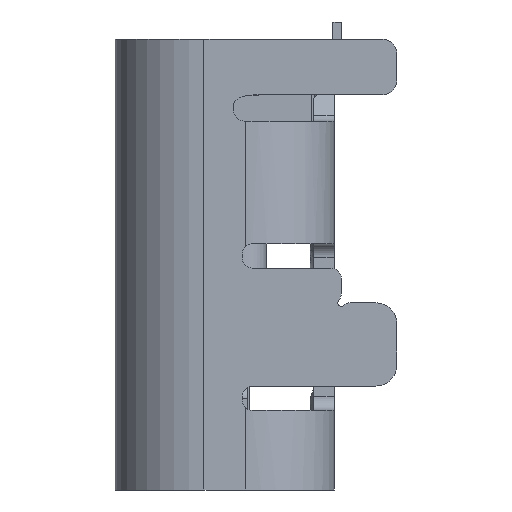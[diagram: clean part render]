
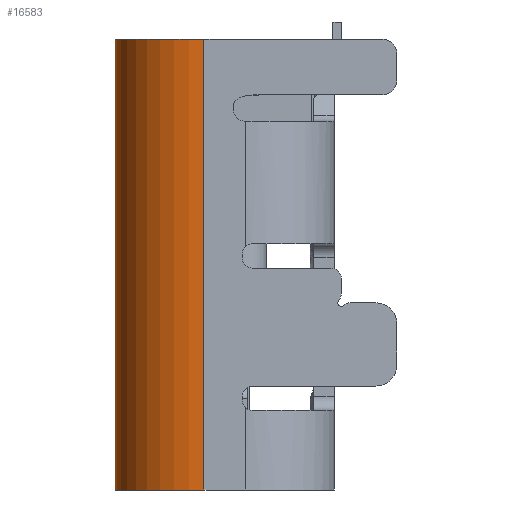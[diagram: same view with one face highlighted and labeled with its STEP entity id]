
A CAD part, left-side view. The second image highlights one B-rep face of the part: STEP entity #16583.
In plain terms, the highlighted cylindrical face has radius 1.28 mm (diameter 2.56 mm), a partial arc.
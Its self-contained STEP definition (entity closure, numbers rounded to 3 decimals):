
#3087=CARTESIAN_POINT('',(-3.19,0.3,-10.708));
#3088=DIRECTION('',(0.,0.,-1.));
#3089=DIRECTION('',(-1.,0.,0.));
#3090=AXIS2_PLACEMENT_3D('',#3087,#3088,#3089);
#3139=DIRECTION('',(0.,0.,1.));
#3140=VECTOR('',#3139,6.5);
#3141=CARTESIAN_POINT('',(-4.47,0.3,-10.708));
#3142=LINE('',#3141,#3140);
#3143=DIRECTION('',(0.,0.,-1.));
#3144=VECTOR('',#3143,6.5);
#3145=CARTESIAN_POINT('',(-3.19,1.58,-4.208));
#3146=LINE('',#3145,#3144);
#4884=CARTESIAN_POINT('',(-3.19,0.3,-4.208));
#4885=DIRECTION('',(0.,0.,1.));
#4886=DIRECTION('',(0.,1.,0.));
#4887=AXIS2_PLACEMENT_3D('',#4884,#4885,#4886);
#10754=CARTESIAN_POINT('',(-4.47,0.3,-10.708));
#10755=CARTESIAN_POINT('',(-3.19,1.58,-10.708));
#10756=VERTEX_POINT('',#10754);
#10757=VERTEX_POINT('',#10755);
#10813=CARTESIAN_POINT('',(-4.47,0.3,-4.208));
#10814=VERTEX_POINT('',#10813);
#10922=CARTESIAN_POINT('',(-3.19,1.58,-4.208));
#10923=VERTEX_POINT('',#10922);
#16570=CARTESIAN_POINT('',(-3.19,0.3,-9.208));
#16571=DIRECTION('',(0.,0.,-1.));
#16572=DIRECTION('',(-1.,0.,0.));
#16573=AXIS2_PLACEMENT_3D('',#16570,#16571,#16572);
#16574=CYLINDRICAL_SURFACE('',#16573,1.28);
#16576=ORIENTED_EDGE('',*,*,#16575,.F.);
#16577=ORIENTED_EDGE('',*,*,#16522,.T.);
#16578=ORIENTED_EDGE('',*,*,#14806,.F.);
#16580=ORIENTED_EDGE('',*,*,#16579,.T.);
#16581=EDGE_LOOP('',(#16576,#16577,#16578,#16580));
#16582=FACE_OUTER_BOUND('',#16581,.F.);
#3091=CIRCLE('',#3090,1.28);
#4888=CIRCLE('',#4887,1.28);
#14806=EDGE_CURVE('',#10923,#10757,#3146,.T.);
#16522=EDGE_CURVE('',#10756,#10757,#3091,.T.);
#16575=EDGE_CURVE('',#10756,#10814,#3142,.T.);
#16579=EDGE_CURVE('',#10923,#10814,#4888,.T.);
#16583=ADVANCED_FACE('',(#16582),#16574,.T.);
